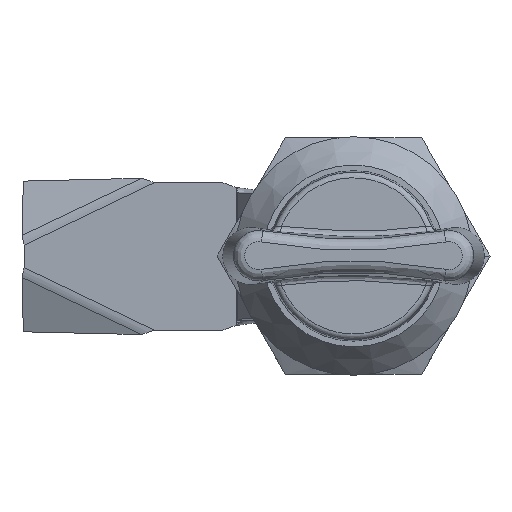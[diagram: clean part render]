
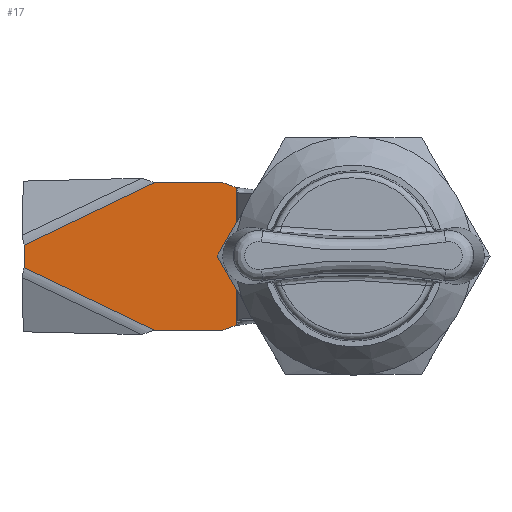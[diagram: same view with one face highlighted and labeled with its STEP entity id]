
A CAD part, top view. The second image highlights one B-rep face of the part: STEP entity #17.
In plain terms, the highlighted planar face has unit normal (0, 0, 1).
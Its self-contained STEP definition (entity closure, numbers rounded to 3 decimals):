
#17 = ADVANCED_FACE ( 'NONE', ( #3505 ), #13138, .T. ) ;
#492 = EDGE_CURVE ( 'NONE', #18245, #983, #6455, .T. ) ;
#587 = CARTESIAN_POINT ( 'NONE',  ( -10.321, 18.186, -24.75 ) ) ;
#983 = VERTEX_POINT ( 'NONE', #17176 ) ;
#986 = VERTEX_POINT ( 'NONE', #7351 ) ;
#1057 = CARTESIAN_POINT ( 'NONE',  ( -0.174, 14.784, -24.75 ) ) ;
#1893 = DIRECTION ( 'NONE',  ( 0., 0., 1. ) ) ;
#2673 = DIRECTION ( 'NONE',  ( 0.902, -0.431, 0. ) ) ;
#2735 = CARTESIAN_POINT ( 'NONE',  ( -6.563, 18.186, -24.75 ) ) ;
#2779 = VERTEX_POINT ( 'NONE', #7172 ) ;
#3222 = CARTESIAN_POINT ( 'NONE',  ( -1.801, 18.186, -24.75 ) ) ;
#3505 = FACE_OUTER_BOUND ( 'NONE', #11649, .T. ) ;
#3944 = EDGE_CURVE ( 'NONE', #12986, #986, #15434, .T. ) ;
#4172 = VERTEX_POINT ( 'NONE', #12152 ) ;
#4262 = DIRECTION ( 'NONE',  ( -1., 0., 0. ) ) ;
#4307 = VECTOR ( 'NONE', #16983, 1000. ) ;
#4383 = LINE ( 'NONE', #17074, #4307 ) ;
#4430 = CARTESIAN_POINT ( 'NONE',  ( -11.5, 6.5, -24.75 ) ) ;
#5224 = VERTEX_POINT ( 'NONE', #8589 ) ;
#5419 = DIRECTION ( 'NONE',  ( 1., 0., 0. ) ) ;
#5466 = ORIENTED_EDGE ( 'NONE', *, *, #15829, .F. ) ;
#5605 = VECTOR ( 'NONE', #2673, 1000. ) ;
#6091 = DIRECTION ( 'NONE',  ( 0., 0., 1. ) ) ;
#6201 = VECTOR ( 'NONE', #4262, 1000. ) ;
#6455 = CIRCLE ( 'NONE', #12665, 12.686 ) ;
#6862 = CARTESIAN_POINT ( 'NONE',  ( -29., -6.5, -24.75 ) ) ;
#7172 = CARTESIAN_POINT ( 'NONE',  ( -11.5, -6.5, -24.75 ) ) ;
#7351 = CARTESIAN_POINT ( 'NONE',  ( -17.496, -6.5, -24.75 ) ) ;
#7469 = ORIENTED_EDGE ( 'NONE', *, *, #13219, .F. ) ;
#7526 = EDGE_CURVE ( 'NONE', #2779, #986, #13900, .T. ) ;
#8261 = LINE ( 'NONE', #17901, #15560 ) ;
#8390 = ORIENTED_EDGE ( 'NONE', *, *, #15882, .F. ) ;
#8589 = CARTESIAN_POINT ( 'NONE',  ( -17.496, 6.5, -24.75 ) ) ;
#9107 = CARTESIAN_POINT ( 'NONE',  ( -29., 0.998, -24.75 ) ) ;
#9287 = ORIENTED_EDGE ( 'NONE', *, *, #7526, .F. ) ;
#9497 = AXIS2_PLACEMENT_3D ( 'NONE', #10318, #1893, #16053 ) ;
#9786 = ORIENTED_EDGE ( 'NONE', *, *, #492, .F. ) ;
#10098 = EDGE_CURVE ( 'NONE', #4172, #2779, #12993, .T. ) ;
#10245 = VECTOR ( 'NONE', #12351, 1000. ) ;
#10302 = DIRECTION ( 'NONE',  ( 0., -1., 0. ) ) ;
#10318 = CARTESIAN_POINT ( 'NONE',  ( -6.563, -18.186, -24.75 ) ) ;
#11094 = ORIENTED_EDGE ( 'NONE', *, *, #10098, .F. ) ;
#11649 = EDGE_LOOP ( 'NONE', ( #11873, #11664, #9287, #11094, #7469, #9786, #5466, #8390 ) ) ;
#11664 = ORIENTED_EDGE ( 'NONE', *, *, #3944, .T. ) ;
#11753 = DIRECTION ( 'NONE',  ( 1., 0., 0. ) ) ;
#11873 = ORIENTED_EDGE ( 'NONE', *, *, #12499, .F. ) ;
#12115 = CARTESIAN_POINT ( 'NONE',  ( -29., -0.998, -24.75 ) ) ;
#12152 = CARTESIAN_POINT ( 'NONE',  ( -10.321, -6.069, -24.75 ) ) ;
#12351 = DIRECTION ( 'NONE',  ( 0.902, 0.431, 0. ) ) ;
#12499 = EDGE_CURVE ( 'NONE', #12986, #14305, #4383, .T. ) ;
#12583 = CARTESIAN_POINT ( 'NONE',  ( -14.331, -8.013, -24.75 ) ) ;
#12665 = AXIS2_PLACEMENT_3D ( 'NONE', #2735, #17081, #5419 ) ;
#12986 = VERTEX_POINT ( 'NONE', #12115 ) ;
#12993 = CIRCLE ( 'NONE', #9497, 12.686 ) ;
#13138 = PLANE ( 'NONE',  #13547 ) ;
#13167 = LINE ( 'NONE', #587, #15536 ) ;
#13219 = EDGE_CURVE ( 'NONE', #983, #4172, #13167, .T. ) ;
#13547 = AXIS2_PLACEMENT_3D ( 'NONE', #3222, #6091, #11753 ) ;
#13734 = LINE ( 'NONE', #1057, #10245 ) ;
#13900 = LINE ( 'NONE', #6862, #6201 ) ;
#14305 = VERTEX_POINT ( 'NONE', #9107 ) ;
#15380 = DIRECTION ( 'NONE',  ( 1., 0., 0. ) ) ;
#15434 = LINE ( 'NONE', #12583, #5605 ) ;
#15536 = VECTOR ( 'NONE', #10302, 1000. ) ;
#15560 = VECTOR ( 'NONE', #15380, 1000. ) ;
#15829 = EDGE_CURVE ( 'NONE', #5224, #18245, #8261, .T. ) ;
#15882 = EDGE_CURVE ( 'NONE', #14305, #5224, #13734, .T. ) ;
#16053 = DIRECTION ( 'NONE',  ( -1., 0., 0. ) ) ;
#16983 = DIRECTION ( 'NONE',  ( 0., 1., 0. ) ) ;
#17074 = CARTESIAN_POINT ( 'NONE',  ( -29., 6.5, -24.75 ) ) ;
#17081 = DIRECTION ( 'NONE',  ( 0., 0., 1. ) ) ;
#17176 = CARTESIAN_POINT ( 'NONE',  ( -10.321, 6.069, -24.75 ) ) ;
#17901 = CARTESIAN_POINT ( 'NONE',  ( -29., 6.5, -24.75 ) ) ;
#18245 = VERTEX_POINT ( 'NONE', #4430 ) ;
